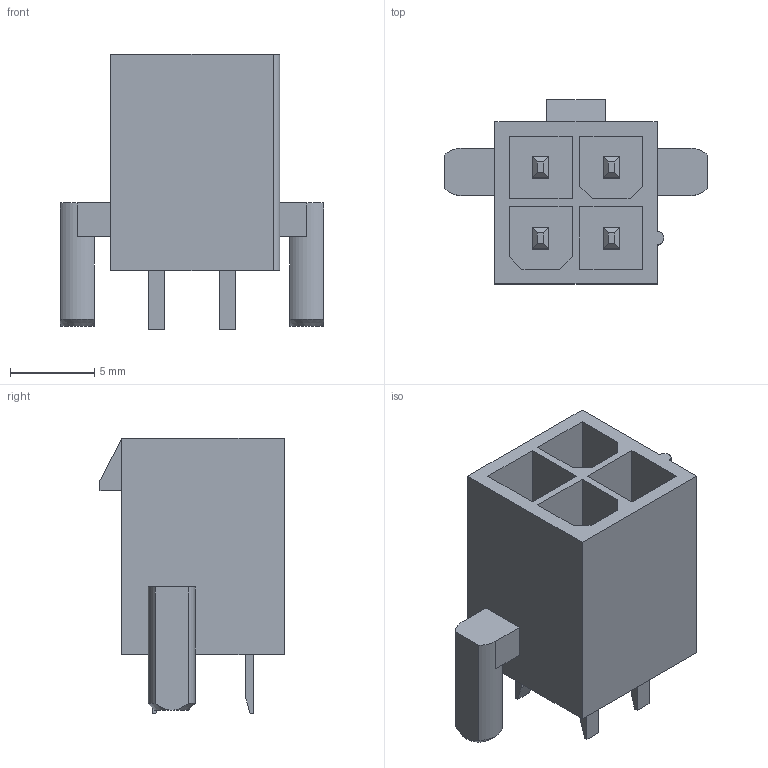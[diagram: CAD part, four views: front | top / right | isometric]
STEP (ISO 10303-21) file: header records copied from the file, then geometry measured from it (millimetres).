
FILE_DESCRIPTION(/* description */ (''),/* implementation_level */ '2;1');
FILE_NAME(/* name */ 'MOLEX-4-MNT v3.step',/* time_stamp */ '2022-07-01T14:29:42-07:00',/* author */ (''),/* organization */ (''),/* preprocessor_version */ 'ST-DEVELOPER v19',/* originating_system */ 'Autodesk Translation Framework v11.7.0.108',/* authorisation */ '');
FILE_SCHEMA (('AUTOMOTIVE_DESIGN { 1 0 10303 214 3 1 1 }'));
Length unit declared in the file: millimetre
Products named in the file (1): MOLEX-4-MNT
Bounding box: 15.6 x 10.9 x 16.3 mm (x, y, z)
Volume: 706.3 mm3; surface area: 1673.7 mm2
Topology: 9 solids, 9 shells, 127 faces, 287 edges, 184 vertices
Faces by surface type: plane 118, cylinder 5, cone 4
Entity records: 3494 total; most frequent: CARTESIAN_POINT 615, ORIENTED_EDGE 574, DIRECTION 553, EDGE_CURVE 287, LINE 261, VECTOR 261, VERTEX_POINT 184, AXIS2_PLACEMENT_3D 146
